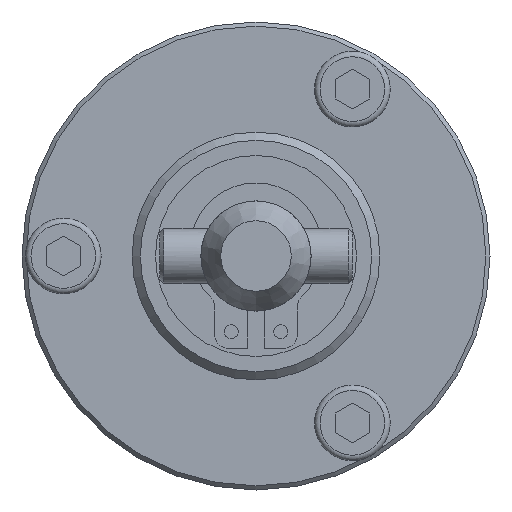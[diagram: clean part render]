
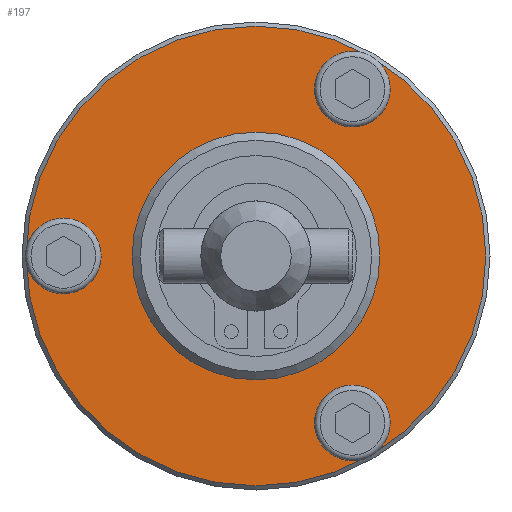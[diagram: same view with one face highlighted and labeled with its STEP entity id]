
A CAD part, front view. The second image highlights one B-rep face of the part: STEP entity #197.
In plain terms, the highlighted planar face has unit normal (0, -1, 0).
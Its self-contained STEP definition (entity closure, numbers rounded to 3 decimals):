
#197 = ADVANCED_FACE( '', ( #485, #486, #487, #488, #489 ), #490, .F. );
#485 = FACE_BOUND( '', #887, .T. );
#486 = FACE_BOUND( '', #888, .T. );
#487 = FACE_BOUND( '', #889, .T. );
#488 = FACE_BOUND( '', #890, .T. );
#489 = FACE_OUTER_BOUND( '', #891, .T. );
#490 = PLANE( '', #892 );
#887 = EDGE_LOOP( '', ( #1403 ) );
#888 = EDGE_LOOP( '', ( #1404 ) );
#889 = EDGE_LOOP( '', ( #1405 ) );
#890 = EDGE_LOOP( '', ( #1406 ) );
#891 = EDGE_LOOP( '', ( #1407 ) );
#892 = AXIS2_PLACEMENT_3D( '', #1408, #1409, #1410 );
#1403 = ORIENTED_EDGE( '', *, *, #2165, .F. );
#1404 = ORIENTED_EDGE( '', *, *, #2166, .F. );
#1405 = ORIENTED_EDGE( '', *, *, #2167, .F. );
#1406 = ORIENTED_EDGE( '', *, *, #2168, .F. );
#1407 = ORIENTED_EDGE( '', *, *, #2169, .T. );
#1408 = CARTESIAN_POINT( '', ( 16.7, 0., 0. ) );
#1409 = DIRECTION( '', ( 0., 1., 0. ) );
#1410 = DIRECTION( '', ( 0., 0., 1. ) );
#2165 = EDGE_CURVE( '', #2565, #2565, #2566, .T. );
#2166 = EDGE_CURVE( '', #2567, #2567, #2568, .T. );
#2167 = EDGE_CURVE( '', #2569, #2569, #2570, .T. );
#2168 = EDGE_CURVE( '', #2571, #2571, #2572, .T. );
#2169 = EDGE_CURVE( '', #2573, #2573, #2574, .T. );
#2565 = VERTEX_POINT( '', #3215 );
#2566 = CIRCLE( '', #3216, 9. );
#2567 = VERTEX_POINT( '', #3217 );
#2568 = CIRCLE( '', #3218, 1.5 );
#2569 = VERTEX_POINT( '', #3219 );
#2570 = CIRCLE( '', #3220, 1.5 );
#2571 = VERTEX_POINT( '', #3221 );
#2572 = CIRCLE( '', #3222, 1.5 );
#2573 = VERTEX_POINT( '', #3223 );
#2574 = CIRCLE( '', #3224, 16.7 );
#3215 = CARTESIAN_POINT( '', ( 0., 0., -9. ) );
#3216 = AXIS2_PLACEMENT_3D( '', #3800, #3801, #3802 );
#3217 = CARTESIAN_POINT( '', ( -14., 0., -1.5 ) );
#3218 = AXIS2_PLACEMENT_3D( '', #3803, #3804, #3805 );
#3219 = CARTESIAN_POINT( '', ( 7., 0., -13.624 ) );
#3220 = AXIS2_PLACEMENT_3D( '', #3806, #3807, #3808 );
#3221 = CARTESIAN_POINT( '', ( 7., 0., 10.624 ) );
#3222 = AXIS2_PLACEMENT_3D( '', #3809, #3810, #3811 );
#3223 = CARTESIAN_POINT( '', ( 0., 0., -16.7 ) );
#3224 = AXIS2_PLACEMENT_3D( '', #3812, #3813, #3814 );
#3800 = CARTESIAN_POINT( '', ( 0., 0., 0. ) );
#3801 = DIRECTION( '', ( 0., -1., 0. ) );
#3802 = DIRECTION( '', ( 0., 0., -1. ) );
#3803 = CARTESIAN_POINT( '', ( -14., 0., 0. ) );
#3804 = DIRECTION( '', ( 0., -1., 0. ) );
#3805 = DIRECTION( '', ( 0., 0., -1. ) );
#3806 = CARTESIAN_POINT( '', ( 7., 0., -12.124 ) );
#3807 = DIRECTION( '', ( 0., -1., 0. ) );
#3808 = DIRECTION( '', ( 0., 0., -1. ) );
#3809 = CARTESIAN_POINT( '', ( 7., 0., 12.124 ) );
#3810 = DIRECTION( '', ( 0., -1., 0. ) );
#3811 = DIRECTION( '', ( 0., 0., -1. ) );
#3812 = CARTESIAN_POINT( '', ( 0., 0., 0. ) );
#3813 = DIRECTION( '', ( 0., -1., 0. ) );
#3814 = DIRECTION( '', ( 0., 0., -1. ) );
